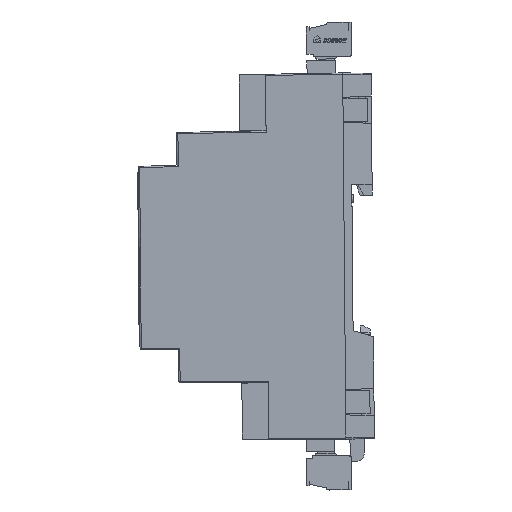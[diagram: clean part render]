
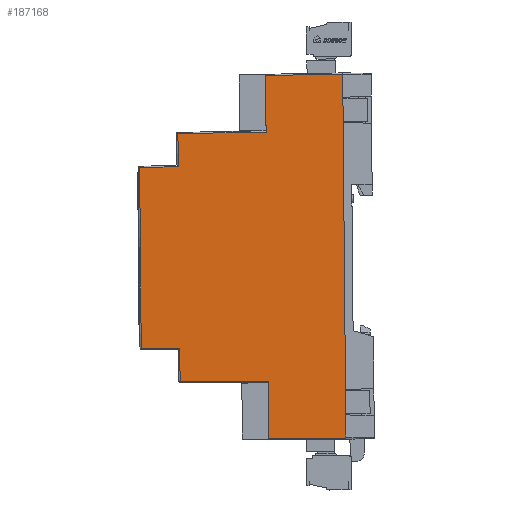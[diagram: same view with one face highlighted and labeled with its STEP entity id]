
A CAD part, left-side view. The second image highlights one B-rep face of the part: STEP entity #187168.
In plain terms, the highlighted face is planar.
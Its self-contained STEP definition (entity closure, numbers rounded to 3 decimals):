
#80620 = CARTESIAN_POINT ( 'NONE',  ( -29609.933, -26734.137, -39.44 ) ) ;
#114186 = CARTESIAN_POINT ( 'NONE',  ( -29618.174, -26734.054, -29.94 ) ) ;
#128831 = VERTEX_POINT ( 'NONE', #80620 ) ;
#143988 = CARTESIAN_POINT ( 'NONE',  ( -29557.153, -26734.054, -29.94 ) ) ;
#143994 = CARTESIAN_POINT ( 'NONE',  ( -29565.394, -26734.137, -39.44 ) ) ;
#153851 = CARTESIAN_POINT ( 'NONE',  ( -29554.513, -26733.699, 10.763 ) ) ;
#154844 = CARTESIAN_POINT ( 'NONE',  ( -29543.029, -26733.865, -8.237 ) ) ;
#154935 = CARTESIAN_POINT ( 'NONE',  ( -29548.813, -26733.699, 10.763 ) ) ;
#154939 = DIRECTION ( 'NONE',  ( 0.009, 0.009, 1. ) ) ;
#154940 = VECTOR ( 'NONE', #154939, 1000. ) ;
#154946 = LINE ( 'NONE', #154967, #154965 ) ;
#154963 = DIRECTION ( 'NONE',  ( -1., 0., 0. ) ) ;
#154965 = VECTOR ( 'NONE', #154963, 1000. ) ;
#154967 = CARTESIAN_POINT ( 'NONE',  ( -29612.563, -26733.699, 10.763 ) ) ;
#154979 = CARTESIAN_POINT ( 'NONE',  ( -29543.029, -26733.865, -8.237 ) ) ;
#154981 = LINE ( 'NONE', #154979, #154940 ) ;
#154986 = CARTESIAN_POINT ( 'NONE',  ( -29542.863, -26733.699, 10.763 ) ) ;
#155068 = CARTESIAN_POINT ( 'NONE',  ( -29626.513, -26733.699, 10.763 ) ) ;
#155124 = CARTESIAN_POINT ( 'NONE',  ( -29632.298, -26733.865, -8.237 ) ) ;
#155149 = LINE ( 'NONE', #155187, #155186 ) ;
#155184 = DIRECTION ( 'NONE',  ( -1., 0., 0. ) ) ;
#155186 = VECTOR ( 'NONE', #155184, 1000. ) ;
#155187 = CARTESIAN_POINT ( 'NONE',  ( -29612.563, -26733.699, 10.763 ) ) ;
#155262 = CARTESIAN_POINT ( 'NONE',  ( -29632.463, -26733.699, 10.763 ) ) ;
#155277 = DIRECTION ( 'NONE',  ( 0.009, -0.009, -1. ) ) ;
#155324 = VECTOR ( 'NONE', #155277, 1000. ) ;
#155331 = CARTESIAN_POINT ( 'NONE',  ( -29620.813, -26733.699, 10.763 ) ) ;
#155332 = LINE ( 'NONE', #155335, #155324 ) ;
#155335 = CARTESIAN_POINT ( 'NONE',  ( -29632.463, -26733.699, 10.763 ) ) ;
#155455 = CARTESIAN_POINT ( 'NONE',  ( -29618.363, -26733.865, -8.237 ) ) ;
#155719 = DIRECTION ( 'NONE',  ( 1., 0., 0. ) ) ;
#155720 = VECTOR ( 'NONE', #155719, 1000. ) ;
#155723 = CARTESIAN_POINT ( 'NONE',  ( -29610.016, -26734.054, -29.94 ) ) ;
#155737 = LINE ( 'NONE', #155760, #155720 ) ;
#155740 = DIRECTION ( 'NONE',  ( 0.009, -0.009, -1. ) ) ;
#155741 = VECTOR ( 'NONE', #155740, 1000. ) ;
#155751 = DIRECTION ( 'NONE',  ( 0.009, -0.009, -1. ) ) ;
#155752 = VECTOR ( 'NONE', #155751, 1000. ) ;
#155754 = CARTESIAN_POINT ( 'NONE',  ( -29610.016, -26734.054, -29.94 ) ) ;
#155756 = LINE ( 'NONE', #155765, #155741 ) ;
#155760 = CARTESIAN_POINT ( 'NONE',  ( -29612.563, -26734.054, -29.94 ) ) ;
#155761 = LINE ( 'NONE', #155754, #155752 ) ;
#155765 = CARTESIAN_POINT ( 'NONE',  ( -29618.363, -26733.865, -8.237 ) ) ;
#155824 = LINE ( 'NONE', #155953, #155951 ) ;
#155941 = DIRECTION ( 'NONE',  ( 1., 0., 0. ) ) ;
#155951 = VECTOR ( 'NONE', #155941, 1000. ) ;
#155953 = CARTESIAN_POINT ( 'NONE',  ( -29612.563, -26734.137, -39.44 ) ) ;
#156273 = DIRECTION ( 'NONE',  ( 1., 0., 0. ) ) ;
#156275 = CARTESIAN_POINT ( 'NONE',  ( -29612.563, -26734.054, -29.94 ) ) ;
#156318 = CARTESIAN_POINT ( 'NONE',  ( -29565.311, -26734.054, -29.94 ) ) ;
#156322 = CARTESIAN_POINT ( 'NONE',  ( -29565.394, -26734.137, -39.44 ) ) ;
#156323 = LINE ( 'NONE', #156322, #156421 ) ;
#156339 = VECTOR ( 'NONE', #156273, 1000. ) ;
#156350 = LINE ( 'NONE', #156275, #156339 ) ;
#156420 = DIRECTION ( 'NONE',  ( 0.009, 0.009, 1. ) ) ;
#156421 = VECTOR ( 'NONE', #156420, 1000. ) ;
#156832 = CARTESIAN_POINT ( 'NONE',  ( -29556.963, -26733.865, -8.237 ) ) ;
#156952 = DIRECTION ( 'NONE',  ( 0.009, 0.009, 1. ) ) ;
#156953 = VECTOR ( 'NONE', #156952, 1000. ) ;
#156954 = CARTESIAN_POINT ( 'NONE',  ( -29557.153, -26734.054, -29.94 ) ) ;
#156961 = LINE ( 'NONE', #156954, #156953 ) ;
#159461 = DIRECTION ( 'NONE',  ( 1., 0., 0. ) ) ;
#159463 = VECTOR ( 'NONE', #159461, 1000. ) ;
#159525 = CARTESIAN_POINT ( 'NONE',  ( -29612.563, -26733.865, -8.237 ) ) ;
#159527 = LINE ( 'NONE', #159525, #159463 ) ;
#162778 = VECTOR ( 'NONE', #162840, 1000. ) ;
#162840 = DIRECTION ( 'NONE',  ( 1., 0., 0. ) ) ;
#162920 = CARTESIAN_POINT ( 'NONE',  ( -29612.563, -26733.865, -8.237 ) ) ;
#162921 = LINE ( 'NONE', #162920, #162778 ) ;
#165392 = DIRECTION ( 'NONE',  ( 0., -0.009, -1. ) ) ;
#168796 = PLANE ( 'NONE',  #168902 ) ;
#168803 = FACE_OUTER_BOUND ( 'NONE', #187145, .T. ) ;
#168832 = DIRECTION ( 'NONE',  ( 0., -1., 0.009 ) ) ;
#168833 = CARTESIAN_POINT ( 'NONE',  ( -29612.563, -26734.227, -49.706 ) ) ;
#168902 = AXIS2_PLACEMENT_3D ( 'NONE', #168833, #168832, #165392 ) ;
#168988 = CARTESIAN_POINT ( 'NONE',  ( -29632.763, -26733.699, 10.763 ) ) ;
#169002 = DIRECTION ( 'NONE',  ( -1., 0., 0. ) ) ;
#169004 = VECTOR ( 'NONE', #169002, 1000. ) ;
#169016 = CARTESIAN_POINT ( 'NONE',  ( -29632.763, -26733.699, 10.763 ) ) ;
#169018 = LINE ( 'NONE', #169016, #169004 ) ;
#169066 = DIRECTION ( 'NONE',  ( -1., 0., 0. ) ) ;
#169067 = VECTOR ( 'NONE', #169066, 1000. ) ;
#169080 = LINE ( 'NONE', #168988, #169067 ) ;
#169191 = DIRECTION ( 'NONE',  ( -1., 0., 0. ) ) ;
#169192 = VECTOR ( 'NONE', #169191, 1000. ) ;
#169194 = CARTESIAN_POINT ( 'NONE',  ( -29632.763, -26733.699, 10.763 ) ) ;
#169195 = LINE ( 'NONE', #169194, #169192 ) ;
#169544 = VERTEX_POINT ( 'NONE', #114186 ) ;
#181890 = VERTEX_POINT ( 'NONE', #143988 ) ;
#181910 = VERTEX_POINT ( 'NONE', #143994 ) ;
#184384 = VERTEX_POINT ( 'NONE', #153851 ) ;
#184560 = VERTEX_POINT ( 'NONE', #154844 ) ;
#184570 = EDGE_CURVE ( 'NONE', #184560, #184602, #154981, .T. ) ;
#184575 = EDGE_CURVE ( 'NONE', #184584, #184384, #154946, .T. ) ;
#184584 = VERTEX_POINT ( 'NONE', #154935 ) ;
#184602 = VERTEX_POINT ( 'NONE', #154986 ) ;
#184613 = VERTEX_POINT ( 'NONE', #155124 ) ;
#184624 = VERTEX_POINT ( 'NONE', #155068 ) ;
#184634 = EDGE_CURVE ( 'NONE', #184688, #184624, #155149, .T. ) ;
#184665 = VERTEX_POINT ( 'NONE', #155262 ) ;
#184676 = EDGE_CURVE ( 'NONE', #184665, #184613, #155332, .T. ) ;
#184688 = VERTEX_POINT ( 'NONE', #155331 ) ;
#184719 = VERTEX_POINT ( 'NONE', #155455 ) ;
#184766 = EDGE_CURVE ( 'NONE', #184783, #128831, #155761, .T. ) ;
#184770 = EDGE_CURVE ( 'NONE', #184719, #169544, #155756, .T. ) ;
#184775 = EDGE_CURVE ( 'NONE', #169544, #184783, #155737, .T. ) ;
#184783 = VERTEX_POINT ( 'NONE', #155723 ) ;
#184805 = EDGE_CURVE ( 'NONE', #128831, #181910, #155824, .T. ) ;
#184838 = EDGE_CURVE ( 'NONE', #184848, #181890, #156350, .T. ) ;
#184846 = EDGE_CURVE ( 'NONE', #181910, #184848, #156323, .T. ) ;
#184848 = VERTEX_POINT ( 'NONE', #156318 ) ;
#184940 = VERTEX_POINT ( 'NONE', #156832 ) ;
#184958 = EDGE_CURVE ( 'NONE', #181890, #184940, #156961, .T. ) ;
#185438 = EDGE_CURVE ( 'NONE', #184940, #184560, #159527, .T. ) ;
#186114 = EDGE_CURVE ( 'NONE', #184613, #184719, #162921, .T. ) ;
#187145 = EDGE_LOOP ( 'NONE', ( #187224, #187182, #187174, #187272, #187172, #187195, #187199, #187204, #187274, #187213, #187200, #187317, #187214, #187242, #187235, #187252 ) ) ;
#187168 = ADVANCED_FACE ( 'NONE', ( #168803 ), #168796, .F. ) ;
#187172 = ORIENTED_EDGE ( 'NONE', *, *, #184766, .F. ) ;
#187174 = ORIENTED_EDGE ( 'NONE', *, *, #184846, .F. ) ;
#187182 = ORIENTED_EDGE ( 'NONE', *, *, #184838, .F. ) ;
#187195 = ORIENTED_EDGE ( 'NONE', *, *, #184775, .F. ) ;
#187199 = ORIENTED_EDGE ( 'NONE', *, *, #184770, .F. ) ;
#187200 = ORIENTED_EDGE ( 'NONE', *, *, #184634, .F. ) ;
#187204 = ORIENTED_EDGE ( 'NONE', *, *, #186114, .F. ) ;
#187206 = EDGE_CURVE ( 'NONE', #184624, #184665, #169018, .T. ) ;
#187210 = EDGE_CURVE ( 'NONE', #184602, #184584, #169080, .T. ) ;
#187213 = ORIENTED_EDGE ( 'NONE', *, *, #187206, .F. ) ;
#187214 = ORIENTED_EDGE ( 'NONE', *, *, #184575, .F. ) ;
#187223 = EDGE_CURVE ( 'NONE', #184384, #184688, #169195, .T. ) ;
#187224 = ORIENTED_EDGE ( 'NONE', *, *, #184958, .F. ) ;
#187235 = ORIENTED_EDGE ( 'NONE', *, *, #184570, .F. ) ;
#187242 = ORIENTED_EDGE ( 'NONE', *, *, #187210, .F. ) ;
#187252 = ORIENTED_EDGE ( 'NONE', *, *, #185438, .F. ) ;
#187272 = ORIENTED_EDGE ( 'NONE', *, *, #184805, .F. ) ;
#187274 = ORIENTED_EDGE ( 'NONE', *, *, #184676, .F. ) ;
#187317 = ORIENTED_EDGE ( 'NONE', *, *, #187223, .F. ) ;
